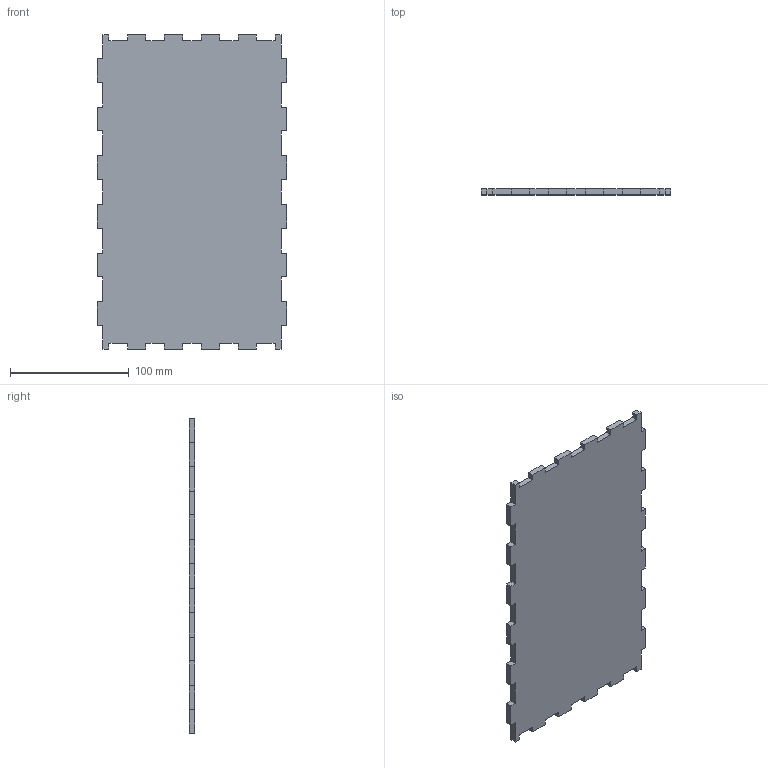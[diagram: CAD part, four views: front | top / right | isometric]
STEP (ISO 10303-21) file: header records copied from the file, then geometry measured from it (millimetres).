
FILE_DESCRIPTION (( 'STEP AP203' ), '1' );
FILE_NAME ('Bottom.STEP', '2026-02-27T18:55:44', ( '' ), ( '' ), 'SwSTEP 2.0', 'SolidWorks 2024', '' );
FILE_SCHEMA (( 'CONFIG_CONTROL_DESIGN' ));
Length unit declared in the file: millimetre
Products named in the file (1): Bottom
Bounding box: 160 x 5 x 265 mm (x, y, z)
Volume: 200812.5 mm3; surface area: 85575 mm2
Topology: 1 solids, 1 shells, 94 faces, 276 edges, 184 vertices
Faces by surface type: plane 94
Entity records: 3137 total; most frequent: CARTESIAN_POINT 555, ORIENTED_EDGE 552, DIRECTION 466, EDGE_CURVE 276, LINE 276, VECTOR 276, VERTEX_POINT 184, AXIS2_PLACEMENT_3D 95
